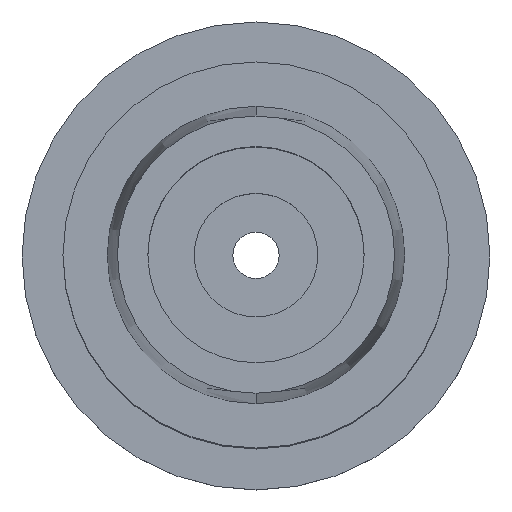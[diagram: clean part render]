
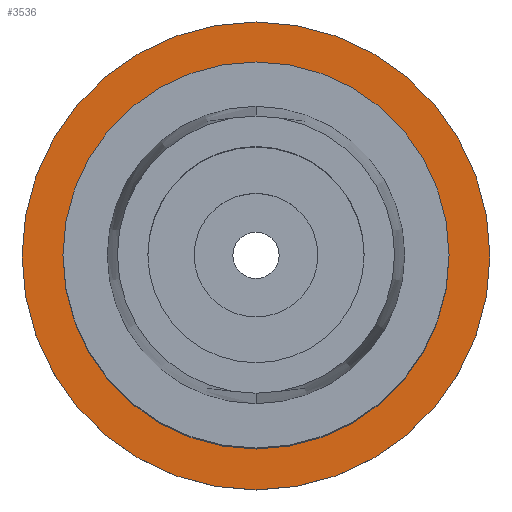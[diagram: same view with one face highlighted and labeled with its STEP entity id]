
A CAD part, top view. The second image highlights one B-rep face of the part: STEP entity #3536.
In plain terms, the highlighted planar face has unit normal (0, 0, 1).
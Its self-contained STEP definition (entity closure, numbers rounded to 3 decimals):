
#3097=CARTESIAN_POINT('',(0.,0.,0.));
#3098=DIRECTION('',(0.,0.,-1.));
#3099=DIRECTION('',(0.,-1.,0.));
#3100=AXIS2_PLACEMENT_3D('',#3097,#3098,#3099);
#3105=CARTESIAN_POINT('',(0.,0.,0.));
#3106=DIRECTION('',(0.,0.,-1.));
#3107=DIRECTION('',(0.,1.,0.));
#3108=AXIS2_PLACEMENT_3D('',#3105,#3106,#3107);
#3113=CARTESIAN_POINT('',(0.,0.,0.));
#3114=DIRECTION('',(0.,0.,1.));
#3115=DIRECTION('',(0.,-1.,0.));
#3116=AXIS2_PLACEMENT_3D('',#3113,#3114,#3115);
#3121=CARTESIAN_POINT('',(0.,0.,0.));
#3122=DIRECTION('',(0.,0.,1.));
#3123=DIRECTION('',(0.,1.,0.));
#3124=AXIS2_PLACEMENT_3D('',#3121,#3122,#3123);
#3130=CARTESIAN_POINT('',(0.,12.5,0.));
#3132=VERTEX_POINT('',#3130);
#3133=CARTESIAN_POINT('',(0.,-12.5,0.));
#3134=VERTEX_POINT('',#3133);
#3185=CARTESIAN_POINT('',(0.,15.15,0.));
#3186=VERTEX_POINT('',#3185);
#3187=CARTESIAN_POINT('',(0.,-15.15,0.));
#3188=VERTEX_POINT('',#3187);
#3523=CARTESIAN_POINT('',(0.,0.,0.));
#3524=DIRECTION('',(0.,0.,-1.));
#3525=DIRECTION('',(0.,-1.,0.));
#3526=AXIS2_PLACEMENT_3D('',#3523,#3524,#3525);
#3527=PLANE('',#3526);
#3528=ORIENTED_EDGE('',*,*,#3516,.T.);
#3529=ORIENTED_EDGE('',*,*,#3505,.T.);
#3530=EDGE_LOOP('',(#3528,#3529));
#3531=FACE_OUTER_BOUND('',#3530,.F.);
#3532=ORIENTED_EDGE('',*,*,#3196,.T.);
#3533=ORIENTED_EDGE('',*,*,#3214,.T.);
#3534=EDGE_LOOP('',(#3532,#3533));
#3535=FACE_BOUND('',#3534,.F.);
#3101=CIRCLE('',#3100,15.15);
#3109=CIRCLE('',#3108,15.15);
#3117=CIRCLE('',#3116,12.5);
#3125=CIRCLE('',#3124,12.5);
#3196=EDGE_CURVE('',#3134,#3132,#3117,.T.);
#3214=EDGE_CURVE('',#3132,#3134,#3125,.T.);
#3505=EDGE_CURVE('',#3186,#3188,#3109,.T.);
#3516=EDGE_CURVE('',#3188,#3186,#3101,.T.);
#3536=ADVANCED_FACE('',(#3531,#3535),#3527,.F.);
